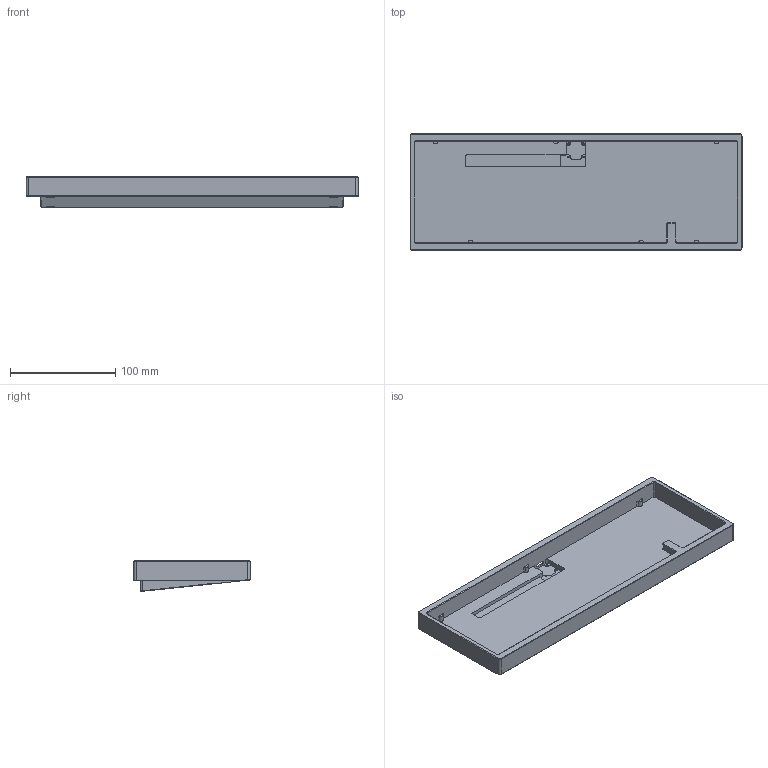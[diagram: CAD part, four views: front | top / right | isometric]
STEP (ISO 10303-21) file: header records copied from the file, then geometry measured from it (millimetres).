
FILE_DESCRIPTION(/* description */ ('STEP AP214'),/* implementation_level */ '2;1');
FILE_NAME(/* name */ '608531ceaf65c210f0ef4f5b',/* time_stamp */ '2021-04-25T09:09:35+00:00',/* author */ (''),/* organization */ (''),/* preprocessor_version */ 'ST-DEVELOPER v18.1',/* originating_system */ ' ',/* authorisation */ ' ');
FILE_SCHEMA (('AUTOMOTIVE_DESIGN {1 0 10303 214 3 1 1}'));
Length unit declared in the file: metre
Products named in the file (1): Case
Bounding box: 314.75 x 110.2 x 29.36 mm (x, y, z)
Volume: 281089.7 mm3; surface area: 104642.5 mm2
Topology: 1 solids, 1 shells, 178 faces, 467 edges, 296 vertices
Faces by surface type: plane 82, cylinder 70, cone 22, bspline 4
Full cylindrical faces by diameter (mm): 1.6 x4, 8.3 x4
Entity records: 5455 total; most frequent: CARTESIAN_POINT 1042, DIRECTION 935, ORIENTED_EDGE 894, EDGE_CURVE 447, AXIS2_PLACEMENT_3D 329, VERTEX_POINT 292, LINE 277, VECTOR 277
